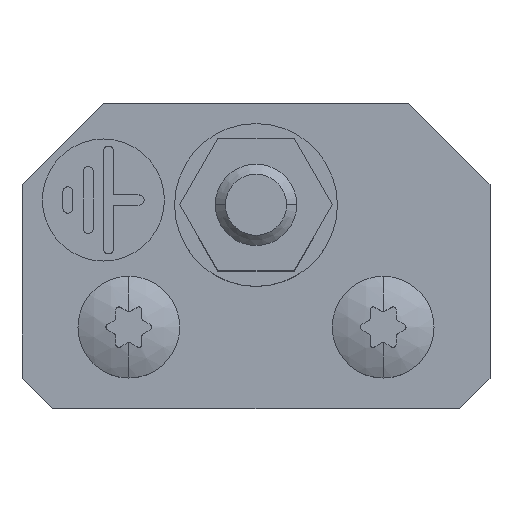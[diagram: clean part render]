
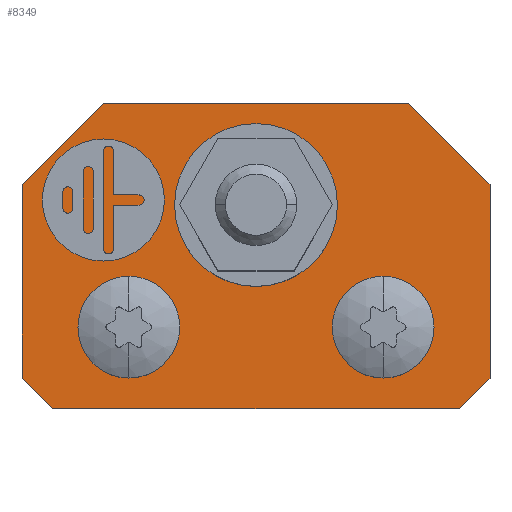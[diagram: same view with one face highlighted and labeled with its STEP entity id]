
A CAD part, top view. The second image highlights one B-rep face of the part: STEP entity #8349.
In plain terms, the highlighted planar face has unit normal (0, 0, 1).
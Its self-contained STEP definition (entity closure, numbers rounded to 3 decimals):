
#9 = ORIENTED_EDGE ( 'NONE', *, *, #6611, .T. ) ;
#135 = LINE ( 'NONE', #4691, #1509 ) ;
#176 = AXIS2_PLACEMENT_3D ( 'NONE', #3534, #5062, #4236 ) ;
#206 = DIRECTION ( 'NONE',  ( 0., -1., 0. ) ) ;
#217 = ORIENTED_EDGE ( 'NONE', *, *, #7425, .F. ) ;
#218 = DIRECTION ( 'NONE',  ( 0., 0., -1. ) ) ;
#265 = EDGE_LOOP ( 'NONE', ( #989, #8273 ) ) ;
#338 = LINE ( 'NONE', #3622, #3443 ) ;
#372 = VERTEX_POINT ( 'NONE', #9637 ) ;
#479 = CARTESIAN_POINT ( 'NONE',  ( 23., 14., 0. ) ) ;
#704 = EDGE_LOOP ( 'NONE', ( #9294, #217 ) ) ;
#731 = VECTOR ( 'NONE', #8279, 1000. ) ;
#922 = FACE_BOUND ( 'NONE', #265, .T. ) ;
#965 = EDGE_CURVE ( 'NONE', #3945, #9941, #4825, .T. ) ;
#989 = ORIENTED_EDGE ( 'NONE', *, *, #3581, .F. ) ;
#1034 = CARTESIAN_POINT ( 'NONE',  ( 0., 12.475, 0. ) ) ;
#1051 = CARTESIAN_POINT ( 'NONE',  ( -23., -5., 0. ) ) ;
#1083 = PLANE ( 'NONE',  #4199 ) ;
#1184 = CARTESIAN_POINT ( 'NONE',  ( -15.5, 0., 0. ) ) ;
#1193 = EDGE_CURVE ( 'NONE', #9493, #1506, #2970, .T. ) ;
#1302 = DIRECTION ( 'NONE',  ( -0.707, 0.707, 0. ) ) ;
#1351 = DIRECTION ( 'NONE',  ( 0., 0., 1. ) ) ;
#1436 = LINE ( 'NONE', #5721, #5527 ) ;
#1506 = VERTEX_POINT ( 'NONE', #5456 ) ;
#1509 = VECTOR ( 'NONE', #4614, 1000. ) ;
#1593 = DIRECTION ( 'NONE',  ( 0., -1., 0. ) ) ;
#1649 = VECTOR ( 'NONE', #8831, 1000. ) ;
#1807 = DIRECTION ( 'NONE',  ( 0., 0., 1. ) ) ;
#2097 = CARTESIAN_POINT ( 'NONE',  ( 9.5, 0., 0. ) ) ;
#2164 = VECTOR ( 'NONE', #3796, 1000. ) ;
#2186 = EDGE_CURVE ( 'NONE', #6439, #7261, #338, .T. ) ;
#2225 = VERTEX_POINT ( 'NONE', #2097 ) ;
#2288 = VERTEX_POINT ( 'NONE', #4450 ) ;
#2491 = CARTESIAN_POINT ( 'NONE',  ( 0., 12., 0. ) ) ;
#2542 = CARTESIAN_POINT ( 'NONE',  ( 15., 22., 0. ) ) ;
#2694 = CARTESIAN_POINT ( 'NONE',  ( 0., 12., 0. ) ) ;
#2970 = LINE ( 'NONE', #9800, #731 ) ;
#3012 = AXIS2_PLACEMENT_3D ( 'NONE', #2491, #4813, #1593 ) ;
#3025 = CARTESIAN_POINT ( 'NONE',  ( 0., 11.525, 0. ) ) ;
#3026 = CIRCLE ( 'NONE', #9544, 0.475 ) ;
#3053 = EDGE_LOOP ( 'NONE', ( #4041, #8729 ) ) ;
#3210 = VERTEX_POINT ( 'NONE', #8235 ) ;
#3347 = ORIENTED_EDGE ( 'NONE', *, *, #6223, .T. ) ;
#3443 = VECTOR ( 'NONE', #1302, 1000. ) ;
#3450 = CIRCLE ( 'NONE', #5719, 3. ) ;
#3485 = DIRECTION ( 'NONE',  ( 0., -1., 0. ) ) ;
#3530 = FACE_BOUND ( 'NONE', #3053, .T. ) ;
#3534 = CARTESIAN_POINT ( 'NONE',  ( 12.5, 0., 0. ) ) ;
#3581 = EDGE_CURVE ( 'NONE', #2288, #4492, #5791, .T. ) ;
#3622 = CARTESIAN_POINT ( 'NONE',  ( 23., 14., 0. ) ) ;
#3796 = DIRECTION ( 'NONE',  ( 1., 0., 0. ) ) ;
#3941 = DIRECTION ( 'NONE',  ( 0., 0., 1. ) ) ;
#3945 = VERTEX_POINT ( 'NONE', #3025 ) ;
#4002 = DIRECTION ( 'NONE',  ( 0., 0., 1. ) ) ;
#4041 = ORIENTED_EDGE ( 'NONE', *, *, #965, .T. ) ;
#4199 = AXIS2_PLACEMENT_3D ( 'NONE', #5027, #1807, #6627 ) ;
#4236 = DIRECTION ( 'NONE',  ( 1., 0., 0. ) ) ;
#4260 = CARTESIAN_POINT ( 'NONE',  ( 15.5, 0., 0. ) ) ;
#4298 = EDGE_CURVE ( 'NONE', #4895, #2225, #6406, .T. ) ;
#4450 = CARTESIAN_POINT ( 'NONE',  ( -9.5, 0., 0. ) ) ;
#4486 = LINE ( 'NONE', #10223, #10065 ) ;
#4492 = VERTEX_POINT ( 'NONE', #1184 ) ;
#4496 = VECTOR ( 'NONE', #206, 1000. ) ;
#4614 = DIRECTION ( 'NONE',  ( -1., 0., 0. ) ) ;
#4643 = VERTEX_POINT ( 'NONE', #9230 ) ;
#4691 = CARTESIAN_POINT ( 'NONE',  ( 15., 22., 0. ) ) ;
#4713 = DIRECTION ( 'NONE',  ( 0., 1., 0. ) ) ;
#4813 = DIRECTION ( 'NONE',  ( 0., 0., -1. ) ) ;
#4825 = CIRCLE ( 'NONE', #3012, 0.475 ) ;
#4888 = FACE_OUTER_BOUND ( 'NONE', #6681, .T. ) ;
#4895 = VERTEX_POINT ( 'NONE', #4260 ) ;
#4962 = CARTESIAN_POINT ( 'NONE',  ( -23., 14., 0. ) ) ;
#5004 = ORIENTED_EDGE ( 'NONE', *, *, #9139, .T. ) ;
#5027 = CARTESIAN_POINT ( 'NONE',  ( 0., 0., 0. ) ) ;
#5062 = DIRECTION ( 'NONE',  ( 0., 0., 1. ) ) ;
#5225 = ORIENTED_EDGE ( 'NONE', *, *, #1193, .T. ) ;
#5286 = CARTESIAN_POINT ( 'NONE',  ( -15., 22., 0. ) ) ;
#5302 = DIRECTION ( 'NONE',  ( 1., 0., 0. ) ) ;
#5381 = LINE ( 'NONE', #7724, #2164 ) ;
#5456 = CARTESIAN_POINT ( 'NONE',  ( 23., -5., 0. ) ) ;
#5527 = VECTOR ( 'NONE', #5615, 1000. ) ;
#5615 = DIRECTION ( 'NONE',  ( -0.707, -0.707, 0. ) ) ;
#5683 = EDGE_CURVE ( 'NONE', #9941, #3945, #3026, .T. ) ;
#5719 = AXIS2_PLACEMENT_3D ( 'NONE', #6931, #1351, #5302 ) ;
#5721 = CARTESIAN_POINT ( 'NONE',  ( -15., 22., 0. ) ) ;
#5791 = CIRCLE ( 'NONE', #9001, 3. ) ;
#6122 = LINE ( 'NONE', #1051, #1649 ) ;
#6156 = EDGE_CURVE ( 'NONE', #4643, #372, #6122, .T. ) ;
#6223 = EDGE_CURVE ( 'NONE', #3210, #4643, #7219, .T. ) ;
#6387 = CIRCLE ( 'NONE', #7309, 3. ) ;
#6406 = CIRCLE ( 'NONE', #176, 3. ) ;
#6439 = VERTEX_POINT ( 'NONE', #479 ) ;
#6570 = CARTESIAN_POINT ( 'NONE',  ( 20., -8., 0. ) ) ;
#6611 = EDGE_CURVE ( 'NONE', #1506, #6439, #4486, .T. ) ;
#6627 = DIRECTION ( 'NONE',  ( 1., 0., 0. ) ) ;
#6681 = EDGE_LOOP ( 'NONE', ( #10059, #5004, #5225, #9, #10120, #10252, #9961, #3347 ) ) ;
#6842 = EDGE_CURVE ( 'NONE', #7261, #10172, #135, .T. ) ;
#6931 = CARTESIAN_POINT ( 'NONE',  ( 12.5, 0., 0. ) ) ;
#7081 = DIRECTION ( 'NONE',  ( 1., 0., 0. ) ) ;
#7212 = CARTESIAN_POINT ( 'NONE',  ( -12.5, 0., 0. ) ) ;
#7219 = LINE ( 'NONE', #4962, #4496 ) ;
#7261 = VERTEX_POINT ( 'NONE', #2542 ) ;
#7309 = AXIS2_PLACEMENT_3D ( 'NONE', #9538, #3941, #7081 ) ;
#7425 = EDGE_CURVE ( 'NONE', #2225, #4895, #3450, .T. ) ;
#7724 = CARTESIAN_POINT ( 'NONE',  ( -20., -8., 0. ) ) ;
#7746 = EDGE_CURVE ( 'NONE', #10172, #3210, #1436, .T. ) ;
#8020 = DIRECTION ( 'NONE',  ( 1., 0., 0. ) ) ;
#8235 = CARTESIAN_POINT ( 'NONE',  ( -23., 14., 0. ) ) ;
#8273 = ORIENTED_EDGE ( 'NONE', *, *, #9246, .F. ) ;
#8279 = DIRECTION ( 'NONE',  ( 0.707, 0.707, 0. ) ) ;
#8349 = ADVANCED_FACE ( 'NONE', ( #3530, #8980, #922, #4888 ), #1083, .T. ) ;
#8729 = ORIENTED_EDGE ( 'NONE', *, *, #5683, .T. ) ;
#8831 = DIRECTION ( 'NONE',  ( 0.707, -0.707, 0. ) ) ;
#8980 = FACE_BOUND ( 'NONE', #704, .T. ) ;
#9001 = AXIS2_PLACEMENT_3D ( 'NONE', #7212, #4002, #8020 ) ;
#9139 = EDGE_CURVE ( 'NONE', #372, #9493, #5381, .T. ) ;
#9230 = CARTESIAN_POINT ( 'NONE',  ( -23., -5., 0. ) ) ;
#9246 = EDGE_CURVE ( 'NONE', #4492, #2288, #6387, .T. ) ;
#9294 = ORIENTED_EDGE ( 'NONE', *, *, #4298, .F. ) ;
#9493 = VERTEX_POINT ( 'NONE', #6570 ) ;
#9538 = CARTESIAN_POINT ( 'NONE',  ( -12.5, 0., 0. ) ) ;
#9544 = AXIS2_PLACEMENT_3D ( 'NONE', #2694, #218, #3485 ) ;
#9637 = CARTESIAN_POINT ( 'NONE',  ( -20., -8., 0. ) ) ;
#9800 = CARTESIAN_POINT ( 'NONE',  ( 20., -8., 0. ) ) ;
#9941 = VERTEX_POINT ( 'NONE', #1034 ) ;
#9961 = ORIENTED_EDGE ( 'NONE', *, *, #7746, .T. ) ;
#10059 = ORIENTED_EDGE ( 'NONE', *, *, #6156, .T. ) ;
#10065 = VECTOR ( 'NONE', #4713, 1000. ) ;
#10120 = ORIENTED_EDGE ( 'NONE', *, *, #2186, .T. ) ;
#10172 = VERTEX_POINT ( 'NONE', #5286 ) ;
#10223 = CARTESIAN_POINT ( 'NONE',  ( 23., -5., 0. ) ) ;
#10252 = ORIENTED_EDGE ( 'NONE', *, *, #6842, .T. ) ;
